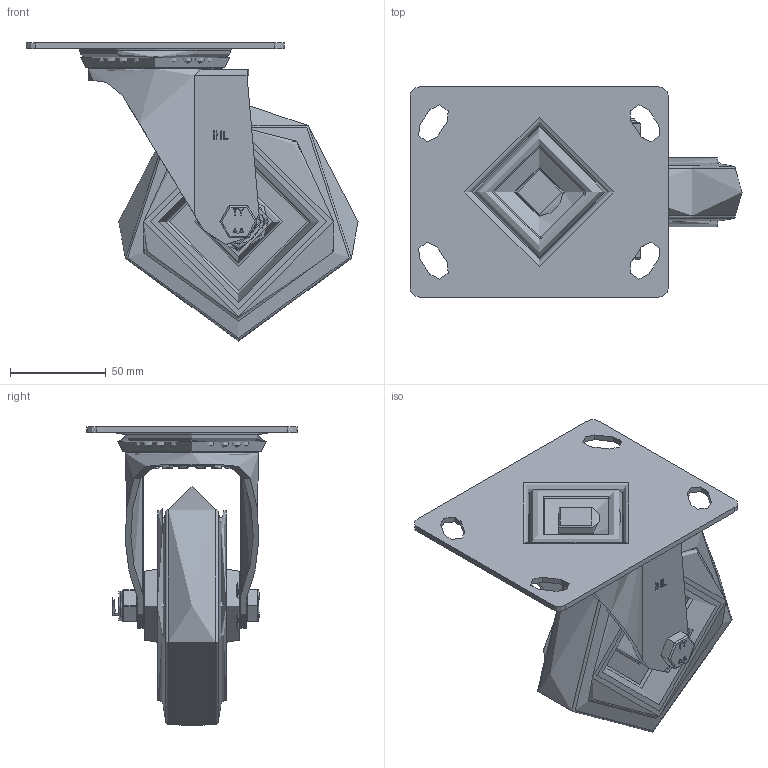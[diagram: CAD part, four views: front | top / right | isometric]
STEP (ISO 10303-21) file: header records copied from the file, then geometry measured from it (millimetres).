
FILE_DESCRIPTION(/* description */ (''),/* implementation_level */ '2;1');
FILE_NAME(/* name */ 'BZEH125LRNBLP.step',/* time_stamp */ '2024-10-17T16:54:58+01:00',/* author */ (''),/* organization */ (''),/* preprocessor_version */ 'ST-DEVELOPER v20',/* originating_system */ 'Autodesk Translation Framework v13.20.0.188',/* authorisation */ '');
FILE_SCHEMA (('AUTOMOTIVE_DESIGN { 1 0 10303 214 3 1 1 }'));
Length unit declared in the file: millimetre
Products named in the file (23): BZEH125LRNBLP; BZEH125ASLP v1; ZINC PLATED, PRESSED STEEL TOP PLATE; ZINC PLATED, PRESSED STEEL TOP PLATE Geometry; Pattern; Component2; ZINC PLATED, PRESSED STEEL FORKS; BEARING SEAL; BZHL125WRNRB15 v1; 72 SHORE A ELASTIC RUBBER TYRE; NYLON RIM; ROLLER BEARING; CAGE; RIBS; Component4; TUBEM15X50 v1; ZINC PLATED AXLE TUBE; HEXBOLTM10X70Z8.8 v2; GRADE 8.8 THREADED ZINC PLATED BOLT; NYLOCM10Z v1; NYLOC NUT; RUBBER; NUT
Assembly tree (48 placements, depth 5):
  BZEH125LRNBLP
    BZEH125ASLP v1
      ZINC PLATED, PRESSED STEEL TOP PLATE
        ZINC PLATED, PRESSED STEEL TOP PLATE Geometry
        Pattern
          Component2  x20
      ZINC PLATED, PRESSED STEEL FORKS
      BEARING SEAL
    BZHL125WRNRB15 v1
      72 SHORE A ELASTIC RUBBER TYRE
      NYLON RIM
      ROLLER BEARING
        CAGE
        RIBS
          Component4  x8
    TUBEM15X50 v1
      ZINC PLATED AXLE TUBE
    HEXBOLTM10X70Z8.8 v2
      GRADE 8.8 THREADED ZINC PLATED BOLT
    NYLOCM10Z v1
      NYLOC NUT
        RUBBER
        NUT
Bounding box: 173.5 x 110 x 155.95 mm (x, y, z)
Volume: 426678.2 mm3; surface area: 161631.2 mm2
Topology: 38 solids, 38 shells, 588 faces, 1463 edges, 925 vertices
Faces by surface type: plane 303, cylinder 143, bspline 51, torus 44, sphere 32, cone 15
Full cylindrical faces by diameter (mm): 4 x8, 8.141 x18, 9.85 x19, 10 x3, 10.25 x2, 10.5 x1, 12 x2, 15 x2, 16 x2, 21 x1, 22.75 x1, 23 x1, 25 x2, 31 x1, 34 x1, 44.584 x1, 54 x1, 64 x1, 70 x1, 92 x2
Entity records: 23456 total; most frequent: CARTESIAN_POINT 9707, ORIENTED_EDGE 2766, DIRECTION 2710, EDGE_CURVE 1383, AXIS2_PLACEMENT_3D 1003, VERTEX_POINT 873, LINE 704, VECTOR 704
